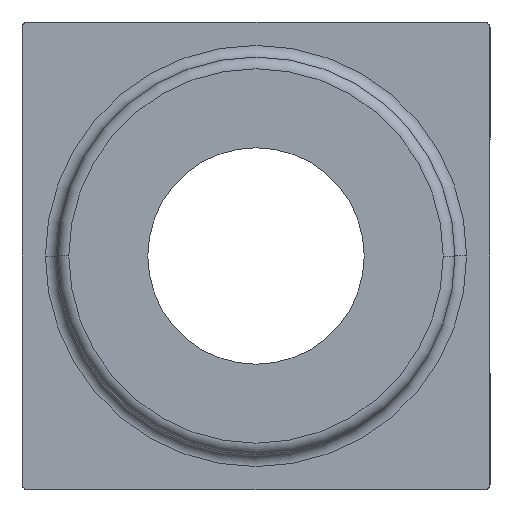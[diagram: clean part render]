
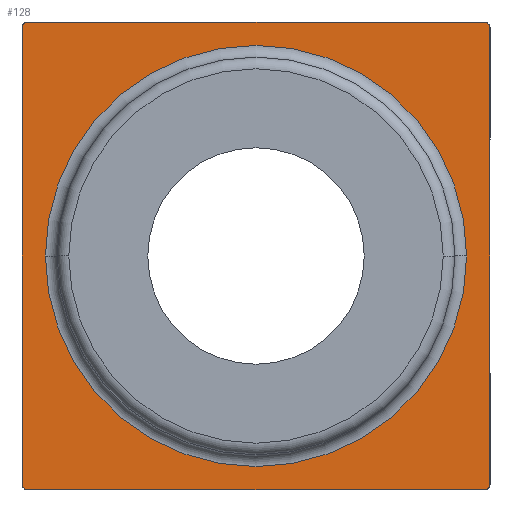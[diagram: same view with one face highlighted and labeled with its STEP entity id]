
A CAD part, left-side view. The second image highlights one B-rep face of the part: STEP entity #128.
In plain terms, the highlighted planar face has unit normal (-1, 0, 0).
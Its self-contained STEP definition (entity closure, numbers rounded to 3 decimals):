
#71 = DIRECTION ( 'NONE',  ( 0., 1., 0. ) ) ;
#88 = CARTESIAN_POINT ( 'NONE',  ( -37.5, 0., 20. ) ) ;
#89 = CIRCLE ( 'NONE', #103, 18. ) ;
#90 = DIRECTION ( 'NONE',  ( 1., 0., 0. ) ) ;
#91 = CARTESIAN_POINT ( 'NONE',  ( -37.5, 20., 10. ) ) ;
#92 = AXIS2_PLACEMENT_3D ( 'NONE', #91, #90, #71 ) ;
#93 = PLANE ( 'NONE',  #92 ) ;
#94 = FACE_OUTER_BOUND ( 'NONE', #123, .T. ) ;
#100 = FACE_BOUND ( 'NONE', #129, .T. ) ;
#101 = DIRECTION ( 'NONE',  ( 0., 1., 0. ) ) ;
#102 = DIRECTION ( 'NONE',  ( 1., 0., 0. ) ) ;
#103 = AXIS2_PLACEMENT_3D ( 'NONE', #88, #102, #101 ) ;
#121 = EDGE_CURVE ( 'NONE', #166, #165, #89, .T. ) ;
#122 = ORIENTED_EDGE ( 'NONE', *, *, #164, .T. ) ;
#123 = EDGE_LOOP ( 'NONE', ( #124, #230, #227, #312, #286, #319, #315, #211 ) ) ;
#124 = ORIENTED_EDGE ( 'NONE', *, *, #292, .T. ) ;
#125 = ORIENTED_EDGE ( 'NONE', *, *, #121, .T. ) ;
#128 = ADVANCED_FACE ( 'NONE', ( #100, #94 ), #93, .F. ) ;
#129 = EDGE_LOOP ( 'NONE', ( #125, #122 ) ) ;
#164 = EDGE_CURVE ( 'NONE', #165, #166, #428, .T. ) ;
#165 = VERTEX_POINT ( 'NONE', #423 ) ;
#166 = VERTEX_POINT ( 'NONE', #486 ) ;
#201 = EDGE_CURVE ( 'NONE', #318, #202, #526, .T. ) ;
#202 = VERTEX_POINT ( 'NONE', #522 ) ;
#206 = EDGE_CURVE ( 'NONE', #291, #231, #571, .T. ) ;
#211 = ORIENTED_EDGE ( 'NONE', *, *, #212, .T. ) ;
#212 = EDGE_CURVE ( 'NONE', #202, #307, #565, .T. ) ;
#227 = ORIENTED_EDGE ( 'NONE', *, *, #228, .F. ) ;
#228 = EDGE_CURVE ( 'NONE', #229, #231, #599, .T. ) ;
#229 = VERTEX_POINT ( 'NONE', #595 ) ;
#230 = ORIENTED_EDGE ( 'NONE', *, *, #206, .T. ) ;
#231 = VERTEX_POINT ( 'NONE', #594 ) ;
#285 = VERTEX_POINT ( 'NONE', #731 ) ;
#286 = ORIENTED_EDGE ( 'NONE', *, *, #293, .F. ) ;
#291 = VERTEX_POINT ( 'NONE', #725 ) ;
#292 = EDGE_CURVE ( 'NONE', #307, #291, #724, .T. ) ;
#293 = EDGE_CURVE ( 'NONE', #285, #310, #720, .T. ) ;
#302 = EDGE_CURVE ( 'NONE', #229, #310, #773, .T. ) ;
#307 = VERTEX_POINT ( 'NONE', #762 ) ;
#310 = VERTEX_POINT ( 'NONE', #754 ) ;
#312 = ORIENTED_EDGE ( 'NONE', *, *, #302, .T. ) ;
#315 = ORIENTED_EDGE ( 'NONE', *, *, #201, .T. ) ;
#318 = VERTEX_POINT ( 'NONE', #805 ) ;
#319 = ORIENTED_EDGE ( 'NONE', *, *, #331, .T. ) ;
#331 = EDGE_CURVE ( 'NONE', #285, #318, #792, .T. ) ;
#423 = CARTESIAN_POINT ( 'NONE',  ( -37.5, -18., 20. ) ) ;
#424 = DIRECTION ( 'NONE',  ( 0., 1., 0. ) ) ;
#425 = DIRECTION ( 'NONE',  ( 1., 0., 0. ) ) ;
#426 = CARTESIAN_POINT ( 'NONE',  ( -37.5, 0., 20. ) ) ;
#427 = AXIS2_PLACEMENT_3D ( 'NONE', #426, #425, #424 ) ;
#428 = CIRCLE ( 'NONE', #427, 18. ) ;
#486 = CARTESIAN_POINT ( 'NONE',  ( -37.5, 18., 20. ) ) ;
#522 = CARTESIAN_POINT ( 'NONE',  ( -37.5, 20., 0.5 ) ) ;
#523 = DIRECTION ( 'NONE',  ( 0., 0., -1. ) ) ;
#524 = VECTOR ( 'NONE', #523, 1000. ) ;
#525 = CARTESIAN_POINT ( 'NONE',  ( -37.5, 20., 10. ) ) ;
#526 = LINE ( 'NONE', #525, #524 ) ;
#561 = DIRECTION ( 'NONE',  ( 0., 1., 0. ) ) ;
#562 = DIRECTION ( 'NONE',  ( -1., 0., 0. ) ) ;
#563 = CARTESIAN_POINT ( 'NONE',  ( -37.5, 19.5, 0.5 ) ) ;
#564 = AXIS2_PLACEMENT_3D ( 'NONE', #563, #562, #561 ) ;
#565 = CIRCLE ( 'NONE', #564, 0.5 ) ;
#567 = DIRECTION ( 'NONE',  ( 0., 1., 0. ) ) ;
#568 = DIRECTION ( 'NONE',  ( -1., 0., 0. ) ) ;
#569 = CARTESIAN_POINT ( 'NONE',  ( -37.5, -19.5, 0.5 ) ) ;
#570 = AXIS2_PLACEMENT_3D ( 'NONE', #569, #568, #567 ) ;
#571 = CIRCLE ( 'NONE', #570, 0.5 ) ;
#594 = CARTESIAN_POINT ( 'NONE',  ( -37.5, -20., 0.5 ) ) ;
#595 = CARTESIAN_POINT ( 'NONE',  ( -37.5, -20., 39.5 ) ) ;
#596 = DIRECTION ( 'NONE',  ( 0., 0., -1. ) ) ;
#597 = VECTOR ( 'NONE', #596, 1000. ) ;
#598 = CARTESIAN_POINT ( 'NONE',  ( -37.5, -20., 10. ) ) ;
#599 = LINE ( 'NONE', #598, #597 ) ;
#717 = DIRECTION ( 'NONE',  ( 0., -1., 0. ) ) ;
#718 = VECTOR ( 'NONE', #717, 1000. ) ;
#719 = CARTESIAN_POINT ( 'NONE',  ( -37.5, 20., 40. ) ) ;
#720 = LINE ( 'NONE', #719, #718 ) ;
#721 = DIRECTION ( 'NONE',  ( 0., -1., 0. ) ) ;
#722 = VECTOR ( 'NONE', #721, 1000. ) ;
#723 = CARTESIAN_POINT ( 'NONE',  ( -37.5, 20., 0. ) ) ;
#724 = LINE ( 'NONE', #723, #722 ) ;
#725 = CARTESIAN_POINT ( 'NONE',  ( -37.5, -19.5, 0. ) ) ;
#731 = CARTESIAN_POINT ( 'NONE',  ( -37.5, 19.5, 40. ) ) ;
#754 = CARTESIAN_POINT ( 'NONE',  ( -37.5, -19.5, 40. ) ) ;
#762 = CARTESIAN_POINT ( 'NONE',  ( -37.5, 19.5, 0. ) ) ;
#769 = DIRECTION ( 'NONE',  ( 0., 1., 0. ) ) ;
#770 = DIRECTION ( 'NONE',  ( -1., 0., 0. ) ) ;
#771 = CARTESIAN_POINT ( 'NONE',  ( -37.5, -19.5, 39.5 ) ) ;
#772 = AXIS2_PLACEMENT_3D ( 'NONE', #771, #770, #769 ) ;
#773 = CIRCLE ( 'NONE', #772, 0.5 ) ;
#788 = DIRECTION ( 'NONE',  ( 0., 1., 0. ) ) ;
#789 = DIRECTION ( 'NONE',  ( -1., 0., 0. ) ) ;
#790 = CARTESIAN_POINT ( 'NONE',  ( -37.5, 19.5, 39.5 ) ) ;
#791 = AXIS2_PLACEMENT_3D ( 'NONE', #790, #789, #788 ) ;
#792 = CIRCLE ( 'NONE', #791, 0.5 ) ;
#805 = CARTESIAN_POINT ( 'NONE',  ( -37.5, 20., 39.5 ) ) ;
